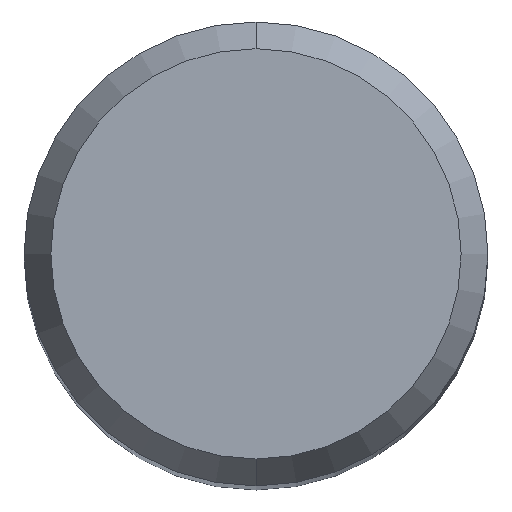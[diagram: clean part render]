
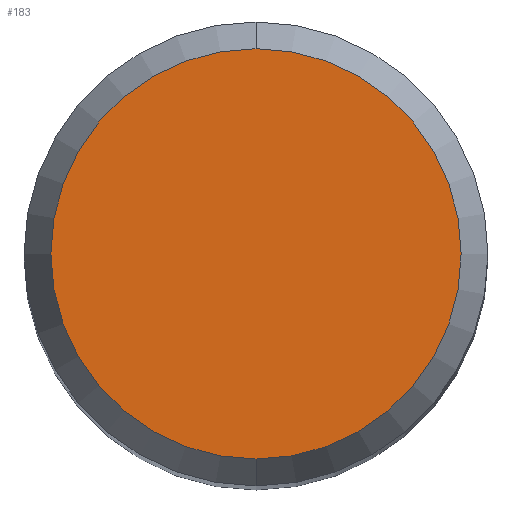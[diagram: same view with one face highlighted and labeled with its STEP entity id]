
A CAD part, top view. The second image highlights one B-rep face of the part: STEP entity #183.
In plain terms, the highlighted planar face has unit normal (0, 0, 1).
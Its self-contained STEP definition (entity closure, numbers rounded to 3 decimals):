
#181=VERTEX_POINT('',#476);
#183=ADVANCED_FACE('',(#478),#479,.T.);
#307=VERTEX_POINT('',#610);
#311=EDGE_CURVE('',#307,#181,#614,.T.);
#405=EDGE_CURVE('',#181,#307,#717,.T.);
#476=CARTESIAN_POINT('',(0.,-3.538,0.0));
#478=FACE_OUTER_BOUND('',#789,.T.);
#479=PLANE('',#790);
#610=CARTESIAN_POINT('',(0.0,3.538,0.0));
#614=CIRCLE('',#1073,3.538);
#717=CIRCLE('',#1340,3.538);
#789=EDGE_LOOP('',(#1431,#1432));
#790=AXIS2_PLACEMENT_3D('',#1433,#1434,#1435);
#1073=AXIS2_PLACEMENT_3D('',#1527,#1528,#1529);
#1340=AXIS2_PLACEMENT_3D('',#1652,#1653,#1654);
#1431=ORIENTED_EDGE('',*,*,#311,.F.);
#1432=ORIENTED_EDGE('',*,*,#405,.F.);
#1433=CARTESIAN_POINT('',(0.0,1.769,0.0));
#1434=DIRECTION('',(-0.0,0.0,1.0));
#1435=DIRECTION('',(0.0,-1.0,0.0));
#1527=CARTESIAN_POINT('',(0.0,0.0,0.0));
#1528=DIRECTION('',(0.0,0.0,-1.0));
#1529=DIRECTION('',(0.0,1.0,0.0));
#1652=CARTESIAN_POINT('',(0.0,0.0,0.0));
#1653=DIRECTION('',(0.0,0.0,-1.0));
#1654=DIRECTION('',(0.0,1.0,0.0));
